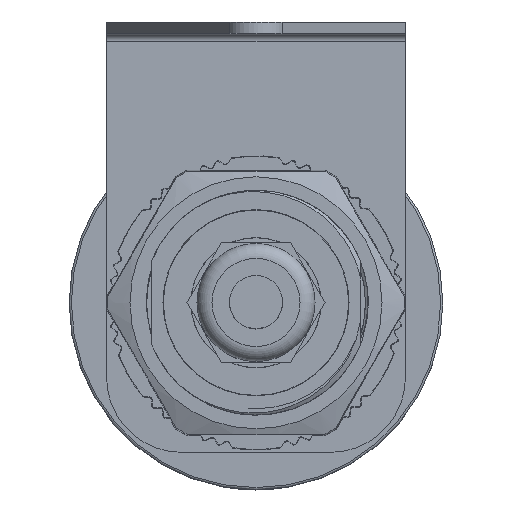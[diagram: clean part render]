
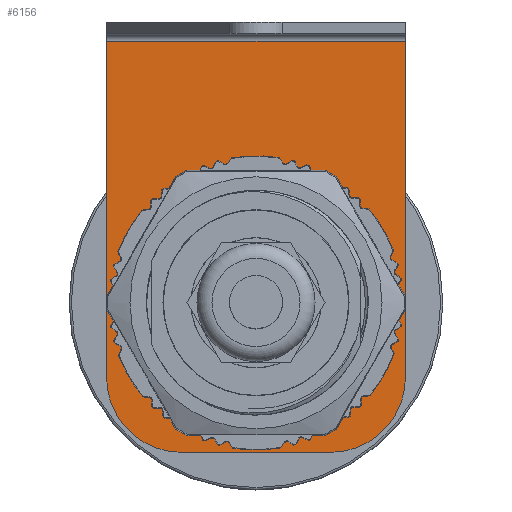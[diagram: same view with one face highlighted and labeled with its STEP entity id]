
A CAD part, top view. The second image highlights one B-rep face of the part: STEP entity #6156.
In plain terms, the highlighted planar face has unit normal (0, 0, 1).
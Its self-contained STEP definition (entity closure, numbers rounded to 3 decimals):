
#664=FACE_BOUND('',#1039,.T.);
#689=FACE_OUTER_BOUND('',#1038,.T.);
#1038=EDGE_LOOP('',(#4138,#4139,#4140,#4141,#4142,#4143));
#1039=EDGE_LOOP('',(#4144));
#1414=CIRCLE('',#6550,10.);
#1415=CIRCLE('',#6551,10.);
#1416=CIRCLE('',#6552,16.);
#1564=LINE('',#8283,#2024);
#1571=LINE('',#8304,#2031);
#1581=LINE('',#8354,#2041);
#1582=LINE('',#8358,#2042);
#2024=VECTOR('',#6960,1.);
#2031=VECTOR('',#6975,1.);
#2041=VECTOR('',#7029,1.);
#2042=VECTOR('',#7032,1.);
#2485=VERTEX_POINT('',#8280);
#2486=VERTEX_POINT('',#8282);
#2495=VERTEX_POINT('',#8301);
#2496=VERTEX_POINT('',#8303);
#2515=VERTEX_POINT('',#8355);
#2516=VERTEX_POINT('',#8357);
#2517=VERTEX_POINT('',#8360);
#3127=EDGE_CURVE('',#2485,#2486,#1564,.T.);
#3137=EDGE_CURVE('',#2495,#2496,#1571,.T.);
#3163=EDGE_CURVE('',#2495,#2486,#1581,.T.);
#3164=EDGE_CURVE('',#2515,#2485,#1414,.T.);
#3165=EDGE_CURVE('',#2516,#2515,#1582,.T.);
#3166=EDGE_CURVE('',#2496,#2516,#1415,.T.);
#3167=EDGE_CURVE('',#2517,#2517,#1416,.T.);
#4138=ORIENTED_EDGE('',*,*,#3137,.F.);
#4139=ORIENTED_EDGE('',*,*,#3163,.T.);
#4140=ORIENTED_EDGE('',*,*,#3127,.F.);
#4141=ORIENTED_EDGE('',*,*,#3164,.F.);
#4142=ORIENTED_EDGE('',*,*,#3165,.F.);
#4143=ORIENTED_EDGE('',*,*,#3166,.F.);
#4144=ORIENTED_EDGE('',*,*,#3167,.F.);
#6012=PLANE('',#6549);
#6156=ADVANCED_FACE('',(#689,#664),#6012,.F.);
#6549=AXIS2_PLACEMENT_3D('',#8353,#7027,#7028);
#6550=AXIS2_PLACEMENT_3D('',#8356,#7030,#7031);
#6551=AXIS2_PLACEMENT_3D('',#8359,#7033,#7034);
#6552=AXIS2_PLACEMENT_3D('',#8361,#7035,#7036);
#6960=DIRECTION('',(0.,1.,0.));
#6975=DIRECTION('',(0.,-1.,0.));
#7027=DIRECTION('center_axis',(0.,0.,-1.));
#7028=DIRECTION('ref_axis',(1.,0.,0.));
#7029=DIRECTION('',(-1.,0.,0.));
#7030=DIRECTION('center_axis',(0.,0.,-1.));
#7031=DIRECTION('ref_axis',(1.,0.,0.));
#7032=DIRECTION('',(-1.,0.,0.));
#7033=DIRECTION('center_axis',(0.,0.,-1.));
#7034=DIRECTION('ref_axis',(1.,0.,0.));
#7035=DIRECTION('center_axis',(0.,0.,1.));
#7036=DIRECTION('ref_axis',(-1.,0.,0.));
#8280=CARTESIAN_POINT('',(65.,52.,14.537));
#8282=CARTESIAN_POINT('',(65.,97.,14.537));
#8283=CARTESIAN_POINT('',(65.,52.,14.537));
#8301=CARTESIAN_POINT('',(105.,97.,14.537));
#8303=CARTESIAN_POINT('',(105.,52.,14.537));
#8304=CARTESIAN_POINT('',(105.,99.5,14.537));
#8353=CARTESIAN_POINT('Origin',(95.,52.,14.537));
#8354=CARTESIAN_POINT('',(65.,97.,14.537));
#8355=CARTESIAN_POINT('',(75.,42.,14.537));
#8356=CARTESIAN_POINT('Origin',(75.,52.,14.537));
#8357=CARTESIAN_POINT('',(95.,42.,14.537));
#8358=CARTESIAN_POINT('',(95.,42.,14.537));
#8359=CARTESIAN_POINT('Origin',(95.,52.,14.537));
#8360=CARTESIAN_POINT('',(69.,62.,14.537));
#8361=CARTESIAN_POINT('Origin',(85.,62.,14.537));
